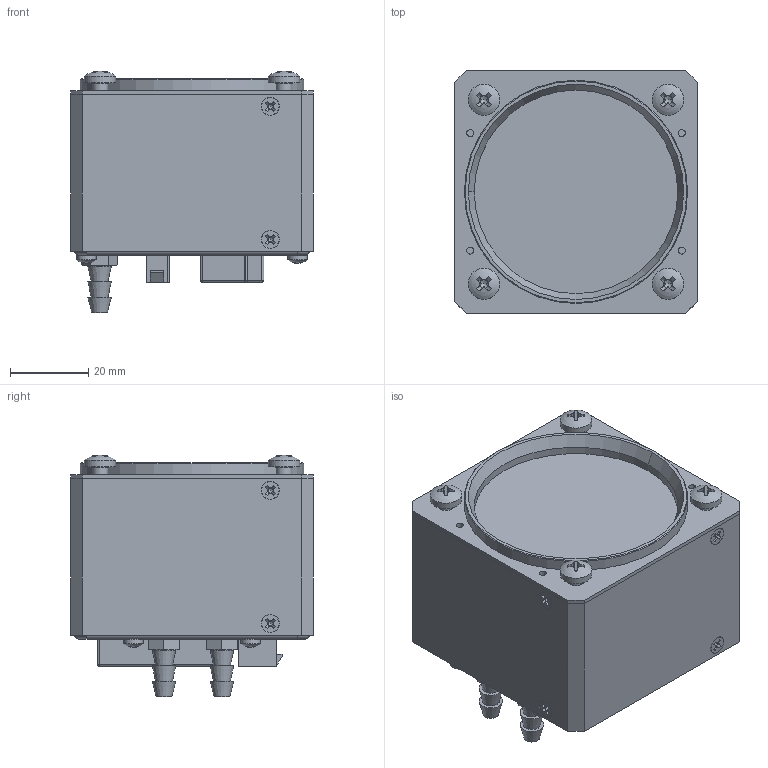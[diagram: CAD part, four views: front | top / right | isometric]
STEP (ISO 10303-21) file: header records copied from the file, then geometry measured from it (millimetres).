
FILE_DESCRIPTION(('FreeCAD Model'),'2;1');
FILE_NAME( 'Indu57.step', '2019-11-28T13:52:04',('Author'),(''), 'Open CASCADE STEP processor 7.3','FreeCAD','Unknown');
FILE_SCHEMA(('AUTOMOTIVE_DESIGN { 1 0 10303 214 1 1 1 1 }'));
Length unit declared in the file: millimetre
Products named in the file (46): Assembly; Maska_01; Plasc_01; Hrbet_01; M2.5x4-Screw018; M2.5x4-Screw014; M2.5x4-Screw016; M2.5x4-Screw019; M2.5x4-Screw; M2.5x4-Screw006; M2.5x4-Screw005; M2.5x4-Screw003; M2.5x4-Screw001; M4x6-Screw010; M4x6-Screw; M4x6-Screw009; M4x6-Screw008; M2.5x8-Screw; PrikljucekZrak_01; PrikljucekZrak_002; M5-Nut; M5-Nut001; Assem1; 64900221122; 6490xx21122_PIN001; 6490xx21122_PIN; M2.5x3-Screw; M2.5x4-Screw020; M2.5x4-Screw021; M2.5x4-Screw022; M2.5x4-Screw023; Body; Assem002; use; use_Pin; Pin_short001; Pin_short; Pin_long001; Pin_long; Assem003 ...
Assembly tree (58 placements, depth 4):
  Assembly
    Maska_01
    Plasc_01
    Hrbet_01
    M2.5x4-Screw018
    M2.5x4-Screw014
    M2.5x4-Screw016
    M2.5x4-Screw019
    M2.5x4-Screw
    M2.5x4-Screw006
    M2.5x4-Screw005
    M2.5x4-Screw003
    M2.5x4-Screw001
    M4x6-Screw010
    M4x6-Screw
    M4x6-Screw009
    M4x6-Screw008
    M2.5x8-Screw
    PrikljucekZrak_01
    PrikljucekZrak_002
    M5-Nut
    M5-Nut001
    Assem1
      64900221122
      6490xx21122_PIN001
        6490xx21122_PIN  x2
    M2.5x3-Screw
    M2.5x4-Screw020
    M2.5x4-Screw021
    M2.5x4-Screw022
    M2.5x4-Screw023
    Body
    Assem002
  use
  use_Pin
      Pin_short001
        Pin_short  x4
      Pin_long001
        Pin_long  x4
    Assem003
  use001
  use_Pin001
      Pin_short003
        Pin_short002  x4
      Pin_long003
        Pin_long002  x4
Bounding box: 62 x 62 x 61.79 mm (x, y, z)
Volume: 52594.6 mm3; surface area: 55007.1 mm2
Topology: 50 solids, 50 shells, 2434 faces, 6659 edges, 4331 vertices
Faces by surface type: plane 1774, cylinder 409, cone 196, torus 20, revolution 19, sphere 16
Full cylindrical faces by diameter (mm): 0.9 x4, 1.8 x4, 2 x7, 2.4 x2, 2.5 x30, 3 x2, 4 x8, 4.134 x2, 4.5 x11, 5 x4, 6 x2, 8 x4, 52 x1, 56 x1, 57 x1, 58 x1
Entity records: 68136 total; most frequent: CARTESIAN_POINT 11881, DIRECTION 11512, ORIENTED_EDGE 11388, EDGE_CURVE 5694, LINE 4033, VECTOR 4033, AXIS2_PLACEMENT_3D 3730, VERTEX_POINT 3705
